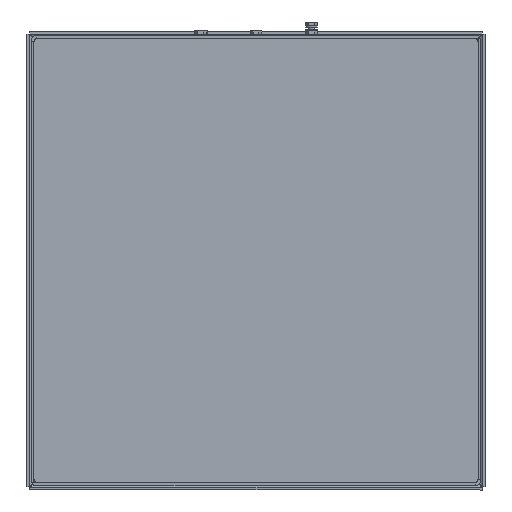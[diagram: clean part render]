
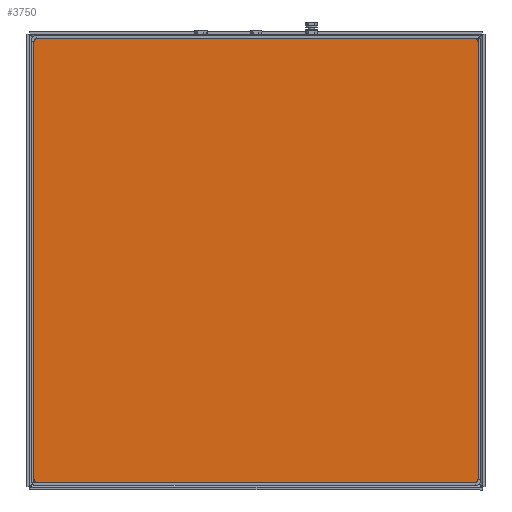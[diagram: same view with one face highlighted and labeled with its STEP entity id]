
A CAD part, front view. The second image highlights one B-rep face of the part: STEP entity #3750.
In plain terms, the highlighted face is planar.
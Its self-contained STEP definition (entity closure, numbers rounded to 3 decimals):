
#391=PLANE('',#4164);
#503=FACE_OUTER_BOUND('',#726,.T.);
#726=EDGE_LOOP('',(#2642,#2643,#2644,#2645,#2646,#2647,#2648,#2649));
#1024=LINE('',#5750,#1275);
#1028=LINE('',#5762,#1279);
#1032=LINE('',#5774,#1283);
#1036=LINE('',#5785,#1287);
#1275=VECTOR('',#4606,10.);
#1279=VECTOR('',#4618,10.);
#1283=VECTOR('',#4630,10.);
#1287=VECTOR('',#4642,10.);
#1524=CIRCLE('',#4148,5.);
#1526=CIRCLE('',#4152,5.);
#1528=CIRCLE('',#4156,5.);
#1530=CIRCLE('',#4160,5.);
#1725=VERTEX_POINT('',#5740);
#1726=VERTEX_POINT('',#5741);
#1729=VERTEX_POINT('',#5749);
#1731=VERTEX_POINT('',#5755);
#1733=VERTEX_POINT('',#5761);
#1735=VERTEX_POINT('',#5767);
#1737=VERTEX_POINT('',#5773);
#1739=VERTEX_POINT('',#5779);
#2066=EDGE_CURVE('',#1725,#1726,#1524,.T.);
#2070=EDGE_CURVE('',#1726,#1729,#1024,.T.);
#2073=EDGE_CURVE('',#1729,#1731,#1526,.T.);
#2076=EDGE_CURVE('',#1731,#1733,#1028,.T.);
#2079=EDGE_CURVE('',#1733,#1735,#1528,.T.);
#2082=EDGE_CURVE('',#1735,#1737,#1032,.T.);
#2085=EDGE_CURVE('',#1737,#1739,#1530,.T.);
#2088=EDGE_CURVE('',#1739,#1725,#1036,.T.);
#2642=ORIENTED_EDGE('',*,*,#2066,.F.);
#2643=ORIENTED_EDGE('',*,*,#2088,.F.);
#2644=ORIENTED_EDGE('',*,*,#2085,.F.);
#2645=ORIENTED_EDGE('',*,*,#2082,.F.);
#2646=ORIENTED_EDGE('',*,*,#2079,.F.);
#2647=ORIENTED_EDGE('',*,*,#2076,.F.);
#2648=ORIENTED_EDGE('',*,*,#2073,.F.);
#2649=ORIENTED_EDGE('',*,*,#2070,.F.);
#3750=ADVANCED_FACE('',(#503),#391,.T.);
#4148=AXIS2_PLACEMENT_3D('',#5742,#4598,#4599);
#4152=AXIS2_PLACEMENT_3D('',#5756,#4611,#4612);
#4156=AXIS2_PLACEMENT_3D('',#5768,#4623,#4624);
#4160=AXIS2_PLACEMENT_3D('',#5780,#4635,#4636);
#4164=AXIS2_PLACEMENT_3D('',#5788,#4646,#4647);
#4598=DIRECTION('center_axis',(0.,0.,-1.));
#4599=DIRECTION('ref_axis',(0.,1.,0.));
#4606=DIRECTION('',(1.,0.,0.));
#4611=DIRECTION('center_axis',(0.,0.,-1.));
#4612=DIRECTION('ref_axis',(1.,0.,0.));
#4618=DIRECTION('',(0.,-1.,0.));
#4623=DIRECTION('center_axis',(0.,0.,-1.));
#4624=DIRECTION('ref_axis',(0.,-1.,0.));
#4630=DIRECTION('',(-1.,0.,0.));
#4635=DIRECTION('center_axis',(0.,0.,-1.));
#4636=DIRECTION('ref_axis',(-1.,0.,0.));
#4642=DIRECTION('',(0.,1.,0.));
#4646=DIRECTION('center_axis',(0.,0.,1.));
#4647=DIRECTION('ref_axis',(1.,0.,0.));
#5740=CARTESIAN_POINT('',(0.,595.,4.));
#5741=CARTESIAN_POINT('',(5.,600.,4.));
#5742=CARTESIAN_POINT('Origin',(5.,595.,4.));
#5749=CARTESIAN_POINT('',(595.,600.,4.));
#5750=CARTESIAN_POINT('',(595.,600.,4.));
#5755=CARTESIAN_POINT('',(600.,595.,4.));
#5756=CARTESIAN_POINT('Origin',(595.,595.,4.));
#5761=CARTESIAN_POINT('',(600.,5.,4.));
#5762=CARTESIAN_POINT('',(600.,5.,4.));
#5767=CARTESIAN_POINT('',(595.,0.,4.));
#5768=CARTESIAN_POINT('Origin',(595.,5.,4.));
#5773=CARTESIAN_POINT('',(5.,0.,4.));
#5774=CARTESIAN_POINT('',(5.,0.,4.));
#5779=CARTESIAN_POINT('',(0.,5.,4.));
#5780=CARTESIAN_POINT('Origin',(5.,5.,4.));
#5785=CARTESIAN_POINT('',(0.,595.,4.));
#5788=CARTESIAN_POINT('Origin',(300.,300.,4.));
